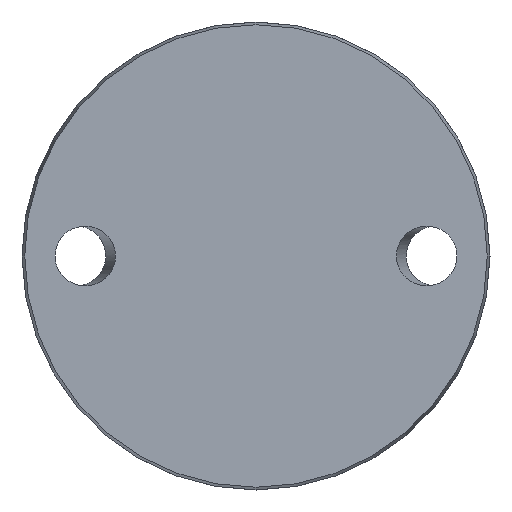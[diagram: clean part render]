
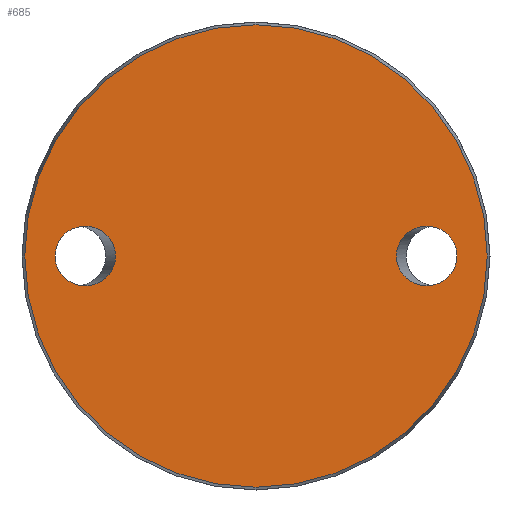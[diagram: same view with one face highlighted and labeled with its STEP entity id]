
A CAD part, front view. The second image highlights one B-rep face of the part: STEP entity #685.
In plain terms, the highlighted planar face has unit normal (0, -1, 0).
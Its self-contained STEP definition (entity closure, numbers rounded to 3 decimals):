
#6 = FACE_BOUND ( 'NONE', #731, .T. ) ;
#14 = DIRECTION ( 'NONE',  ( 0., 0., 1. ) ) ;
#30 = CARTESIAN_POINT ( 'NONE',  ( -42.087, 0., 0. ) ) ;
#40 = CARTESIAN_POINT ( 'NONE',  ( 42.087, 0., 0. ) ) ;
#59 = ORIENTED_EDGE ( 'NONE', *, *, #542, .T. ) ;
#75 = DIRECTION ( 'NONE',  ( 0., 1., 0. ) ) ;
#121 = DIRECTION ( 'NONE',  ( 0., 0., -1. ) ) ;
#128 = CARTESIAN_POINT ( 'NONE',  ( -42.087, 0., 0. ) ) ;
#141 = CIRCLE ( 'NONE', #565, 48.425 ) ;
#154 = EDGE_LOOP ( 'NONE', ( #347 ) ) ;
#176 = CARTESIAN_POINT ( 'NONE',  ( -48.425, 0., 0. ) ) ;
#187 = EDGE_CURVE ( 'NONE', #702, #702, #458, .T. ) ;
#189 = CARTESIAN_POINT ( 'NONE',  ( 0., 0., -48.425 ) ) ;
#196 = VERTEX_POINT ( 'NONE', #189 ) ;
#239 = FACE_BOUND ( 'NONE', #154, .T. ) ;
#272 = CARTESIAN_POINT ( 'NONE',  ( 29.413, 0., 0. ) ) ;
#275 = CARTESIAN_POINT ( 'NONE',  ( 29.413, 0., -12.5 ) ) ;
#281 = CARTESIAN_POINT ( 'NONE',  ( 42.087, 0., -12.5 ) ) ;
#290 = DIRECTION ( 'NONE',  ( 0., -1., 0. ) ) ;
#295 = CARTESIAN_POINT ( 'NONE',  ( -42.087, 0., 12.5 ) ) ;
#330 = EDGE_CURVE ( 'NONE', #471, #471, #515, .T. ) ;
#347 = ORIENTED_EDGE ( 'NONE', *, *, #330, .T. ) ;
#348 = PLANE ( 'NONE',  #541 ) ;
#409 = CARTESIAN_POINT ( 'NONE',  ( -29.413, 0., -12.5 ) ) ;
#433 = EDGE_LOOP ( 'NONE', ( #59 ) ) ;
#443 = CARTESIAN_POINT ( 'NONE',  ( 29.413, 0., 12.5 ) ) ;
#458 =( BOUNDED_CURVE ( )  B_SPLINE_CURVE ( 3, ( #604, #295, #524, #695, #409, #640, #128 ),
 .UNSPECIFIED., .T., .F. ) 
 B_SPLINE_CURVE_WITH_KNOTS ( ( 4, 3, 4 ),
 ( 0., 3.142, 6.283 ),
 .UNSPECIFIED. ) 
 CURVE ( )  GEOMETRIC_REPRESENTATION_ITEM ( )  RATIONAL_B_SPLINE_CURVE ( ( 1., 0.333, 0.333, 1., 0.333, 0.333, 1. ) ) 
 REPRESENTATION_ITEM ( '' )  );
#471 = VERTEX_POINT ( 'NONE', #600 ) ;
#515 =( BOUNDED_CURVE ( )  B_SPLINE_CURVE ( 3, ( #40, #281, #275, #272, #443, #729, #612 ),
 .UNSPECIFIED., .T., .T. ) 
 B_SPLINE_CURVE_WITH_KNOTS ( ( 4, 3, 4 ),
 ( 0., 3.142, 6.283 ),
 .UNSPECIFIED. ) 
 CURVE ( )  GEOMETRIC_REPRESENTATION_ITEM ( )  RATIONAL_B_SPLINE_CURVE ( ( 1., 0.333, 0.333, 1., 0.333, 0.333, 1. ) ) 
 REPRESENTATION_ITEM ( '' )  );
#524 = CARTESIAN_POINT ( 'NONE',  ( -29.413, 0., 12.5 ) ) ;
#541 = AXIS2_PLACEMENT_3D ( 'NONE', #176, #75, #14 ) ;
#542 = EDGE_CURVE ( 'NONE', #196, #196, #141, .T. ) ;
#565 = AXIS2_PLACEMENT_3D ( 'NONE', #578, #290, #121 ) ;
#578 = CARTESIAN_POINT ( 'NONE',  ( 0., 0., 0. ) ) ;
#600 = CARTESIAN_POINT ( 'NONE',  ( 42.087, 0., 0. ) ) ;
#604 = CARTESIAN_POINT ( 'NONE',  ( -42.087, 0., 0. ) ) ;
#612 = CARTESIAN_POINT ( 'NONE',  ( 42.087, 0., 0. ) ) ;
#633 = FACE_OUTER_BOUND ( 'NONE', #433, .T. ) ;
#640 = CARTESIAN_POINT ( 'NONE',  ( -42.087, 0., -12.5 ) ) ;
#685 = ADVANCED_FACE ( 'NONE', ( #6, #239, #633 ), #348, .F. ) ;
#695 = CARTESIAN_POINT ( 'NONE',  ( -29.413, 0., 0. ) ) ;
#702 = VERTEX_POINT ( 'NONE', #30 ) ;
#719 = ORIENTED_EDGE ( 'NONE', *, *, #187, .T. ) ;
#729 = CARTESIAN_POINT ( 'NONE',  ( 42.087, 0., 12.5 ) ) ;
#731 = EDGE_LOOP ( 'NONE', ( #719 ) ) ;
